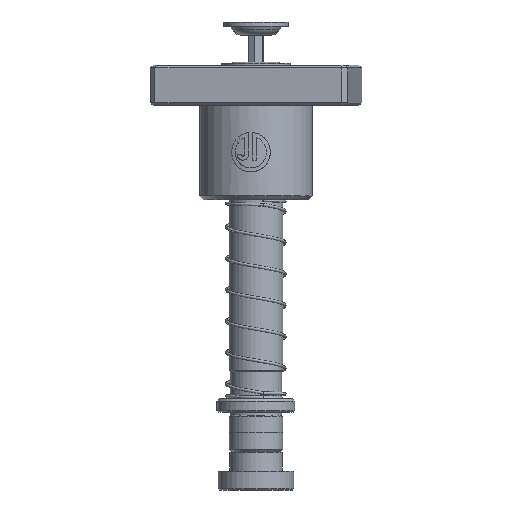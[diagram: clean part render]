
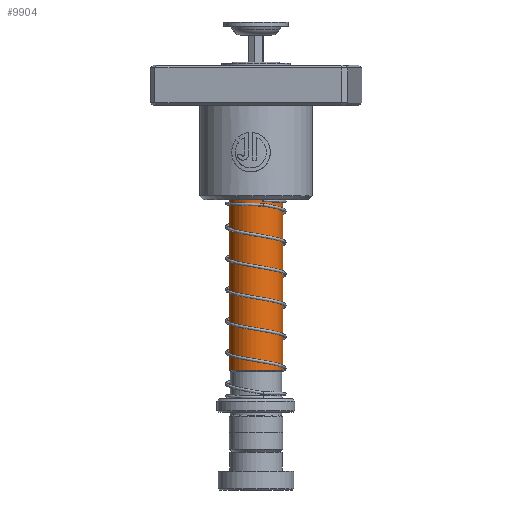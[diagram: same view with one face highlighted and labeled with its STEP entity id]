
A CAD part, front view. The second image highlights one B-rep face of the part: STEP entity #9904.
In plain terms, the highlighted cylindrical face has radius 10.009 mm (diameter 20.018 mm), a partial arc.
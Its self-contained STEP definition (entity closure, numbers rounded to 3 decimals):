
#533 = CARTESIAN_POINT ( 'NONE',  ( -10.009, 0., 145. ) ) ;
#1620 = CARTESIAN_POINT ( 'NONE',  ( 10.009, 0., 143. ) ) ;
#2592 = ORIENTED_EDGE ( 'NONE', *, *, #3434, .F. ) ;
#3238 = AXIS2_PLACEMENT_3D ( 'NONE', #24626, #15190, #37572 ) ;
#3434 = EDGE_CURVE ( 'NONE', #31356, #8653, #21618, .T. ) ;
#3520 = DIRECTION ( 'NONE',  ( 0., 0., -1. ) ) ;
#4569 = EDGE_LOOP ( 'NONE', ( #2592, #7508, #28686, #28500 ) ) ;
#4707 = VECTOR ( 'NONE', #3520, 1000. ) ;
#5119 = AXIS2_PLACEMENT_3D ( 'NONE', #8225, #30417, #17938 ) ;
#6945 = DIRECTION ( 'NONE',  ( 0., 0., -1. ) ) ;
#7330 = EDGE_CURVE ( 'NONE', #38896, #8653, #34957, .T. ) ;
#7508 = ORIENTED_EDGE ( 'NONE', *, *, #30607, .T. ) ;
#7568 = DIRECTION ( 'NONE',  ( 0., 0., 1. ) ) ;
#8225 = CARTESIAN_POINT ( 'NONE',  ( 0., 0., 143. ) ) ;
#8653 = VERTEX_POINT ( 'NONE', #31907 ) ;
#9904 = ADVANCED_FACE ( 'NONE', ( #12075 ), #22463, .T. ) ;
#10632 = DIRECTION ( 'NONE',  ( 1., 0., 0. ) ) ;
#12075 = FACE_OUTER_BOUND ( 'NONE', #4569, .T. ) ;
#15190 = DIRECTION ( 'NONE',  ( 0., 0., -1. ) ) ;
#15534 = VERTEX_POINT ( 'NONE', #22852 ) ;
#16818 = LINE ( 'NONE', #533, #36178 ) ;
#17938 = DIRECTION ( 'NONE',  ( 1., 0., 0. ) ) ;
#18945 = CARTESIAN_POINT ( 'NONE',  ( 10.009, 0., 145. ) ) ;
#21618 = LINE ( 'NONE', #18945, #4707 ) ;
#22066 = CIRCLE ( 'NONE', #5119, 10.009 ) ;
#22463 = CYLINDRICAL_SURFACE ( 'NONE', #3238, 10.009 ) ;
#22852 = CARTESIAN_POINT ( 'NONE',  ( -10.009, 0., 143. ) ) ;
#23309 = AXIS2_PLACEMENT_3D ( 'NONE', #29629, #7568, #10632 ) ;
#23453 = CARTESIAN_POINT ( 'NONE',  ( -10.009, 0., 30.5 ) ) ;
#24626 = CARTESIAN_POINT ( 'NONE',  ( 0., 0., 145. ) ) ;
#28500 = ORIENTED_EDGE ( 'NONE', *, *, #7330, .T. ) ;
#28686 = ORIENTED_EDGE ( 'NONE', *, *, #37781, .T. ) ;
#29629 = CARTESIAN_POINT ( 'NONE',  ( 0., 0., 30.5 ) ) ;
#30417 = DIRECTION ( 'NONE',  ( 0., 0., -1. ) ) ;
#30607 = EDGE_CURVE ( 'NONE', #31356, #15534, #22066, .T. ) ;
#31356 = VERTEX_POINT ( 'NONE', #1620 ) ;
#31907 = CARTESIAN_POINT ( 'NONE',  ( 10.009, 0., 30.5 ) ) ;
#34957 = CIRCLE ( 'NONE', #23309, 10.009 ) ;
#36178 = VECTOR ( 'NONE', #6945, 1000. ) ;
#37572 = DIRECTION ( 'NONE',  ( -1., 0., 0. ) ) ;
#37781 = EDGE_CURVE ( 'NONE', #15534, #38896, #16818, .T. ) ;
#38896 = VERTEX_POINT ( 'NONE', #23453 ) ;
